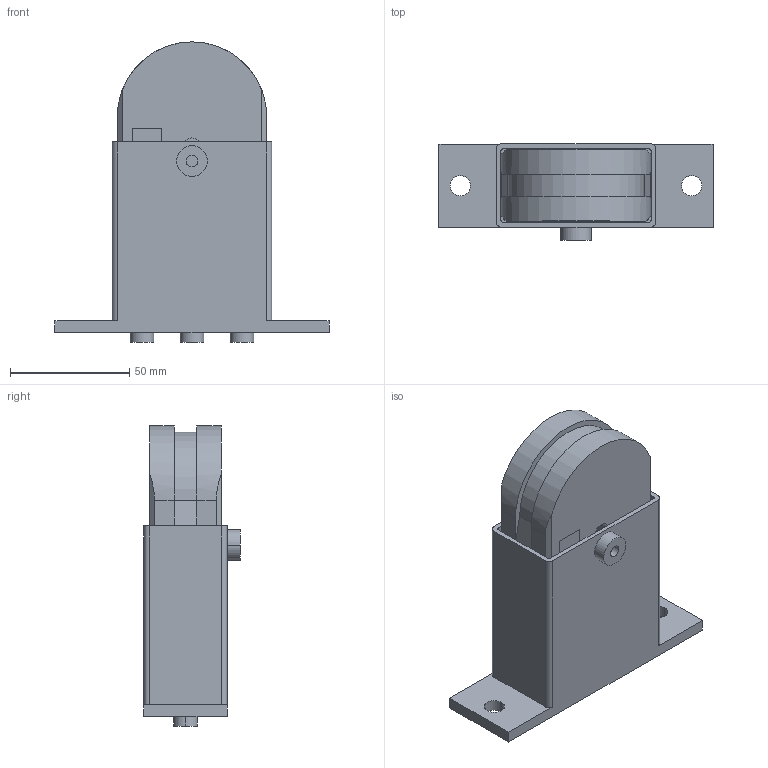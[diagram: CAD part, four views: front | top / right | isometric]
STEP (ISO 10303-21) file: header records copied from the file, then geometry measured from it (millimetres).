
FILE_DESCRIPTION(('STEP AP214'),'1');
FILE_NAME('cctmp_1ED462B4-8736-41D8-8A5B-2A70D9A17CD2_2023_6_21_12_56_27_616..stp','2023-06-21T10:56:27',('Murtfeldt Kunststoffe GmbH & Co.KG'),('CADClick - www.CADClick.com'),'Spatial InterOp 3D',' ','unknown authorization');
FILE_SCHEMA(('AUTOMOTIVE_DESIGN'));
Length unit declared in the file: millimetre
Products named in the file (1): 1
Bounding box: 115 x 40.5 x 126 mm (x, y, z)
Volume: 228064.8 mm3; surface area: 66535 mm2
Topology: 5 solids, 5 shells, 95 faces, 230 edges, 151 vertices
Faces by surface type: plane 61, cylinder 29, cone 5
Entity records: 3645 total; most frequent: CARTESIAN_POINT 522, DIRECTION 490, ORIENTED_EDGE 458, EDGE_CURVE 229, AXIS2_PLACEMENT_3D 164, LINE 162, VECTOR 162, VERTEX_POINT 151
